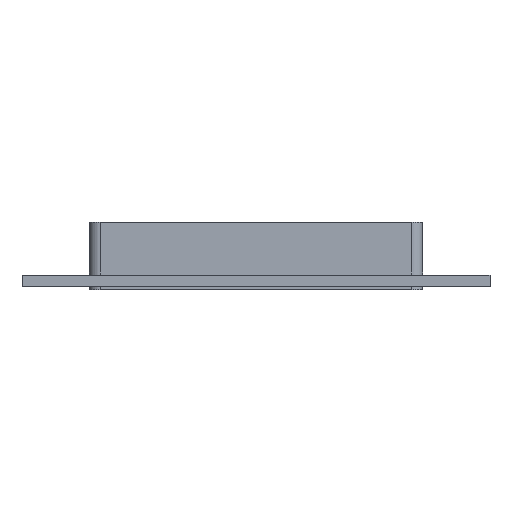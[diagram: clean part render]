
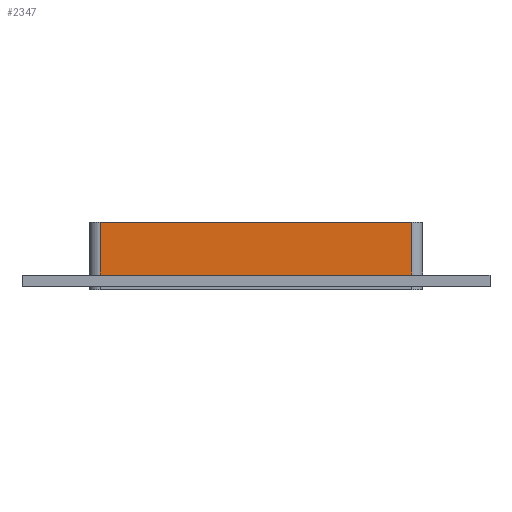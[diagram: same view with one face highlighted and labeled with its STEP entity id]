
A CAD part, left-side view. The second image highlights one B-rep face of the part: STEP entity #2347.
In plain terms, the highlighted planar face has unit normal (-1, 0, 0).
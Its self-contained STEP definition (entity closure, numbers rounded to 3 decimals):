
#983=CARTESIAN_POINT('',(-396.5,-139.,-17.0));
#984=VERTEX_POINT('',#983);
#992=CARTESIAN_POINT('',(-396.5,139.,-17.0));
#993=VERTEX_POINT('',#992);
#994=CARTESIAN_POINT('',(-396.5,139.,-17.0));
#995=DIRECTION('',(0.0,-1.0,0.0));
#996=VECTOR('',#995,278.0);
#997=LINE('',#994,#996);
#998=EDGE_CURVE('',#993,#984,#997,.T.);
#1678=CARTESIAN_POINT('',(-396.5,-139.,30.0));
#1679=VERTEX_POINT('',#1678);
#1687=CARTESIAN_POINT('',(-396.5,-139.,30.0));
#1688=DIRECTION('',(0.0,0.0,-1.0));
#1689=VECTOR('',#1688,47.0);
#1690=LINE('',#1687,#1689);
#1691=EDGE_CURVE('',#1679,#984,#1690,.T.);
#1702=CARTESIAN_POINT('',(-396.5,139.0,30.0));
#1703=VERTEX_POINT('',#1702);
#1704=CARTESIAN_POINT('',(-396.5,139.0,-17.0));
#1705=DIRECTION('',(0.0,0.0,1.0));
#1706=VECTOR('',#1705,47.0);
#1707=LINE('',#1704,#1706);
#1708=EDGE_CURVE('',#993,#1703,#1707,.T.);
#2331=CARTESIAN_POINT('',(-396.5,149.0,0.0));
#2332=DIRECTION('',(-1.0,0.0,0.0));
#2333=DIRECTION('',(0.0,-1.0,0.0));
#2334=AXIS2_PLACEMENT_3D('',#2331,#2332,#2333);
#2335=PLANE('',#2334);
#2336=ORIENTED_EDGE('',*,*,#998,.T.);
#2337=ORIENTED_EDGE('',*,*,#1691,.F.);
#2338=CARTESIAN_POINT('',(-396.5,139.0,30.0));
#2339=DIRECTION('',(0.0,-1.0,0.0));
#2340=VECTOR('',#2339,278.);
#2341=LINE('',#2338,#2340);
#2342=EDGE_CURVE('',#1703,#1679,#2341,.T.);
#2343=ORIENTED_EDGE('',*,*,#2342,.F.);
#2344=ORIENTED_EDGE('',*,*,#1708,.F.);
#2345=EDGE_LOOP('',(#2336,#2337,#2343,#2344));
#2346=FACE_OUTER_BOUND('',#2345,.T.);
#2347=ADVANCED_FACE('',(#2346),#2335,.T.);
